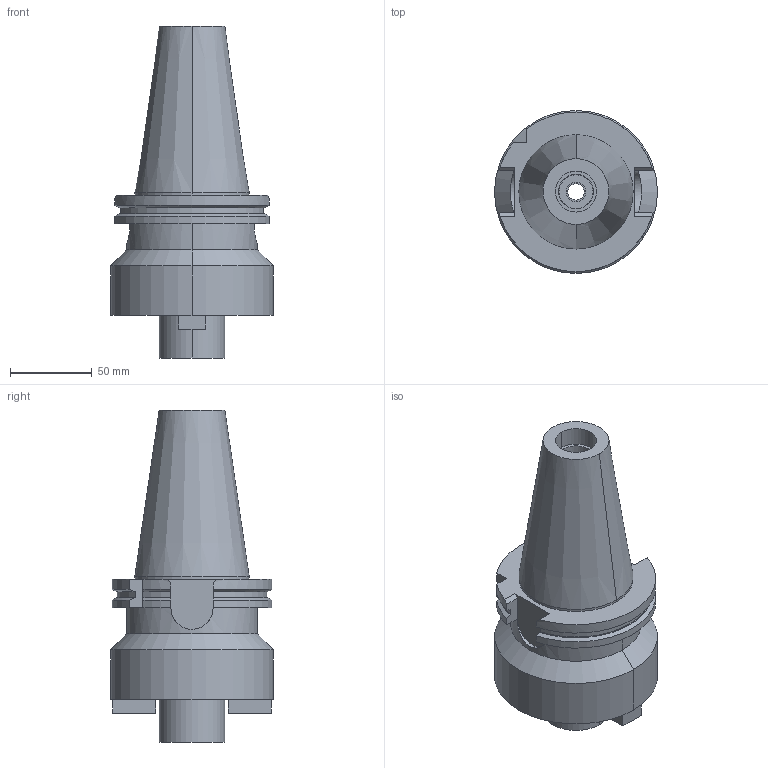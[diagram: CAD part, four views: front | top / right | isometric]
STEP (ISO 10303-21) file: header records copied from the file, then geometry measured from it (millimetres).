
FILE_DESCRIPTION((''),'2;1');
FILE_NAME('BDV50-FMH40-100-75','2018-03-06T',('ykawabe'),(''),'CREO PARAMETRIC BY PTC INC, 2016380','CREO PARAMETRIC BY PTC INC, 2016380','');
FILE_SCHEMA(('AUTOMOTIVE_DESIGN { 1 0 10303 214 1 1 1 1 }'));
Length unit declared in the file: millimetre
Products named in the file (1): BDV50-FMH40-100-75
Bounding box: 99.5 x 99.5 x 202.75 mm (x, y, z)
Volume: 723728.4 mm3; surface area: 73487.1 mm2
Topology: 1 solids, 1 shells, 85 faces, 229 edges, 156 vertices
Faces by surface type: plane 40, cylinder 35, cone 10
Entity records: 3776 total; most frequent: CARTESIAN_POINT 574, DIRECTION 485, ORIENTED_EDGE 458, PRESENTATION_STYLE_ASSIGNMENT 234, STYLED_ITEM 234, CURVE_STYLE 233, EDGE_CURVE 229, AXIS2_PLACEMENT_3D 184
